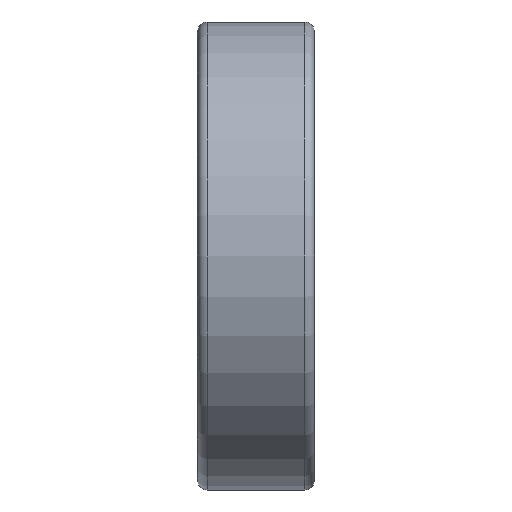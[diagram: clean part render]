
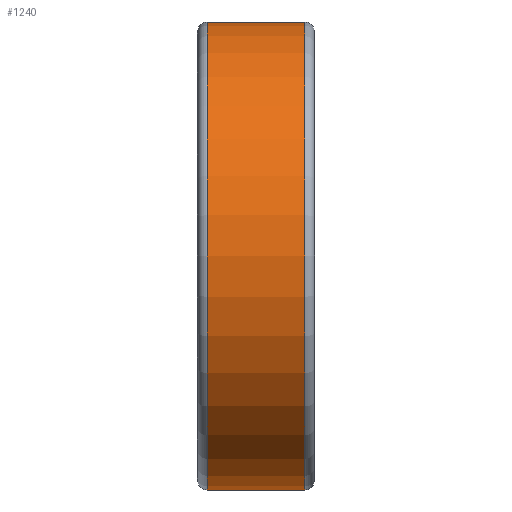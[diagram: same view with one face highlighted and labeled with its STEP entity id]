
A CAD part, left-side view. The second image highlights one B-rep face of the part: STEP entity #1240.
In plain terms, the highlighted cylindrical face has radius 6 mm (diameter 12 mm), a partial arc.
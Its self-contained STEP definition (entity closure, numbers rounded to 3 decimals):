
#42 = VERTEX_POINT ( 'NONE', #2478 ) ;
#74 = CARTESIAN_POINT ( 'NONE',  ( 0., 2.75, 0. ) ) ;
#90 = EDGE_CURVE ( 'NONE', #42, #728, #3187, .T. ) ;
#129 = AXIS2_PLACEMENT_3D ( 'NONE', #1951, #696, #1423 ) ;
#214 = VERTEX_POINT ( 'NONE', #3229 ) ;
#337 = EDGE_CURVE ( 'NONE', #728, #214, #1451, .T. ) ;
#356 = EDGE_CURVE ( 'NONE', #1401, #42, #1297, .T. ) ;
#407 = FACE_OUTER_BOUND ( 'NONE', #2643, .T. ) ;
#505 = VECTOR ( 'NONE', #835, 1000. ) ;
#512 = CARTESIAN_POINT ( 'NONE',  ( 0., 3., -6. ) ) ;
#589 = ORIENTED_EDGE ( 'NONE', *, *, #356, .T. ) ;
#683 = AXIS2_PLACEMENT_3D ( 'NONE', #1577, #843, #2364 ) ;
#696 = DIRECTION ( 'NONE',  ( 0., -1., 0. ) ) ;
#728 = VERTEX_POINT ( 'NONE', #2276 ) ;
#835 = DIRECTION ( 'NONE',  ( 0., -1., 0. ) ) ;
#843 = DIRECTION ( 'NONE',  ( 0., 1., 0. ) ) ;
#1004 = ORIENTED_EDGE ( 'NONE', *, *, #337, .T. ) ;
#1126 = LINE ( 'NONE', #2336, #1413 ) ;
#1240 = ADVANCED_FACE ( 'NONE', ( #407 ), #2426, .T. ) ;
#1297 = CIRCLE ( 'NONE', #2602, 6. ) ;
#1401 = VERTEX_POINT ( 'NONE', #2399 ) ;
#1413 = VECTOR ( 'NONE', #1867, 1000. ) ;
#1423 = DIRECTION ( 'NONE',  ( 0., 0., -1. ) ) ;
#1451 = CIRCLE ( 'NONE', #683, 6. ) ;
#1577 = CARTESIAN_POINT ( 'NONE',  ( 0., 0.25, 0. ) ) ;
#1609 = DIRECTION ( 'NONE',  ( 0., -1., 0. ) ) ;
#1867 = DIRECTION ( 'NONE',  ( 0., -1., 0. ) ) ;
#1951 = CARTESIAN_POINT ( 'NONE',  ( 0., 3., 0. ) ) ;
#2276 = CARTESIAN_POINT ( 'NONE',  ( 0., 0.25, -6. ) ) ;
#2336 = CARTESIAN_POINT ( 'NONE',  ( 0., 3., 6. ) ) ;
#2364 = DIRECTION ( 'NONE',  ( 0., 0., 1. ) ) ;
#2399 = CARTESIAN_POINT ( 'NONE',  ( 0., 2.75, 6. ) ) ;
#2426 = CYLINDRICAL_SURFACE ( 'NONE', #129, 6. ) ;
#2430 = EDGE_CURVE ( 'NONE', #1401, #214, #1126, .T. ) ;
#2478 = CARTESIAN_POINT ( 'NONE',  ( 0., 2.75, -6. ) ) ;
#2602 = AXIS2_PLACEMENT_3D ( 'NONE', #74, #1609, #2865 ) ;
#2643 = EDGE_LOOP ( 'NONE', ( #2919, #589, #3051, #1004 ) ) ;
#2865 = DIRECTION ( 'NONE',  ( 0., 0., 1. ) ) ;
#2919 = ORIENTED_EDGE ( 'NONE', *, *, #2430, .F. ) ;
#3051 = ORIENTED_EDGE ( 'NONE', *, *, #90, .T. ) ;
#3187 = LINE ( 'NONE', #512, #505 ) ;
#3229 = CARTESIAN_POINT ( 'NONE',  ( 0., 0.25, 6. ) ) ;
